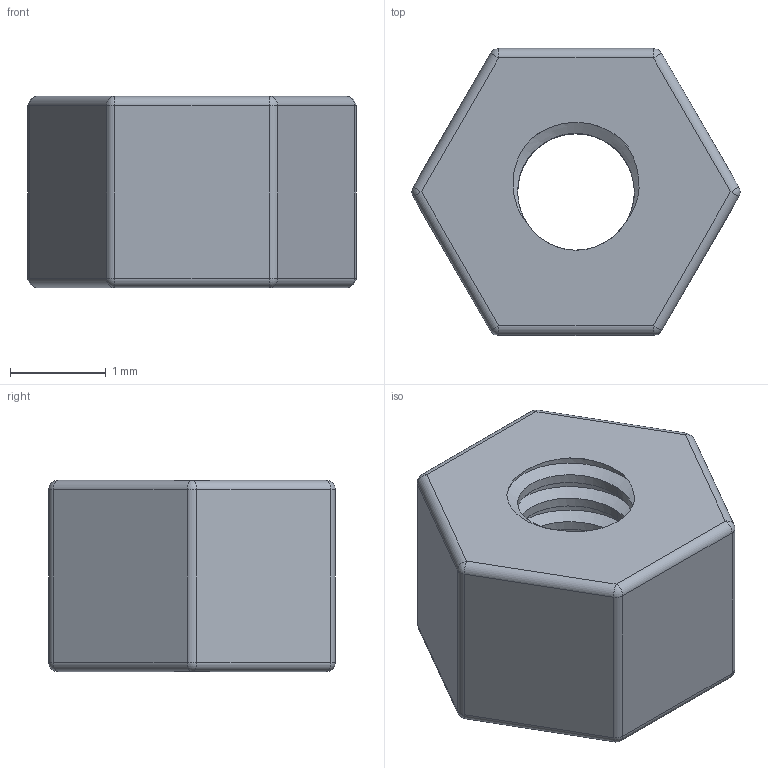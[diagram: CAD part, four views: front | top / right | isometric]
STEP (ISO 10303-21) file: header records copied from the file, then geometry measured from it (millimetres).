
FILE_DESCRIPTION(/* description */ (''),/* implementation_level */ '2;1');
FILE_NAME(/* name */ 'Nut M1.4.step',/* time_stamp */ '2024-09-20T11:27:16+02:00',/* author */ (''),/* organization */ (''),/* preprocessor_version */ 'ST-DEVELOPER v20',/* originating_system */ 'Autodesk Translation Framework v13.14.0.145',/* authorisation */ '');
FILE_SCHEMA (('AUTOMOTIVE_DESIGN { 1 0 10303 214 3 1 1 }'));
Length unit declared in the file: millimetre
Products named in the file (1): Nut M1.4
Bounding box: 3.43 x 3 x 2 mm (x, y, z)
Volume: 12.8 mm3; surface area: 44.7 mm2
Topology: 1 solids, 1 shells, 56 faces, 126 edges, 72 vertices
Faces by surface type: cylinder 34, sphere 12, plane 8, bspline 2
Full cylindrical faces by diameter (mm): 1.221 x3, 1.454 x4
Entity records: 2474 total; most frequent: CARTESIAN_POINT 1238, ORIENTED_EDGE 252, DIRECTION 242, EDGE_CURVE 126, AXIS2_PLACEMENT_3D 96, VERTEX_POINT 72, EDGE_LOOP 58, FACE_OUTER_BOUND 56
